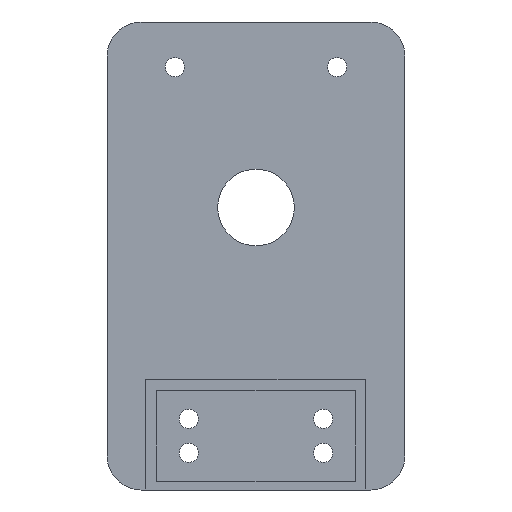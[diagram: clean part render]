
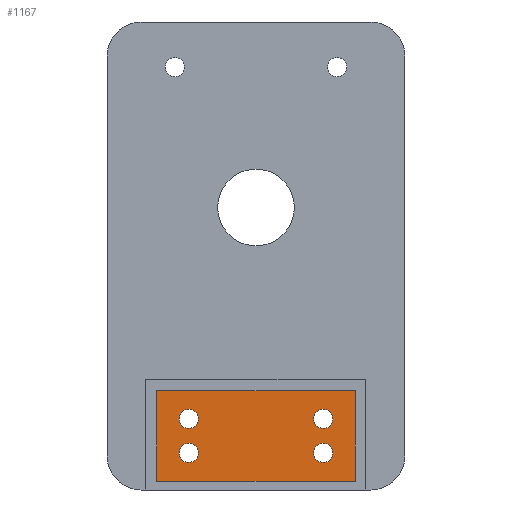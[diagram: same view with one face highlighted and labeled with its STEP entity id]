
A CAD part, front view. The second image highlights one B-rep face of the part: STEP entity #1167.
In plain terms, the highlighted planar face has unit normal (0, -1, 0).
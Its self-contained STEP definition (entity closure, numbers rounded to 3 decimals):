
#5 = DIRECTION ( 'NONE',  ( 0., 1., 0. ) ) ;
#14 = CARTESIAN_POINT ( 'NONE',  ( -23.313, 164.175, -64.313 ) ) ;
#16 = CARTESIAN_POINT ( 'NONE',  ( 15.813, 164.175, -59.95 ) ) ;
#33 = CARTESIAN_POINT ( 'NONE',  ( 15.813, 164.175, -49.7 ) ) ;
#42 = CIRCLE ( 'NONE', #1124, 2.25 ) ;
#64 = ORIENTED_EDGE ( 'NONE', *, *, #117, .T. ) ;
#117 = EDGE_CURVE ( 'NONE', #1170, #449, #1524, .T. ) ;
#118 = DIRECTION ( 'NONE',  ( 0., 1., 0. ) ) ;
#132 = EDGE_LOOP ( 'NONE', ( #162, #64 ) ) ;
#150 = DIRECTION ( 'NONE',  ( 0., 1., 0. ) ) ;
#152 = DIRECTION ( 'NONE',  ( 0., 0., 1. ) ) ;
#162 = ORIENTED_EDGE ( 'NONE', *, *, #711, .T. ) ;
#186 = CARTESIAN_POINT ( 'NONE',  ( 23.313, 164.175, -43.087 ) ) ;
#191 = DIRECTION ( 'NONE',  ( 1., 0., 0. ) ) ;
#203 = VERTEX_POINT ( 'NONE', #1397 ) ;
#233 = VERTEX_POINT ( 'NONE', #1606 ) ;
#261 = CIRCLE ( 'NONE', #1132, 2.25 ) ;
#294 = FACE_BOUND ( 'NONE', #817, .T. ) ;
#328 = ORIENTED_EDGE ( 'NONE', *, *, #1722, .T. ) ;
#349 = CIRCLE ( 'NONE', #1439, 2.25 ) ;
#359 = CARTESIAN_POINT ( 'NONE',  ( 23.313, 164.175, 0. ) ) ;
#363 = DIRECTION ( 'NONE',  ( 0., 0., 1. ) ) ;
#369 = ORIENTED_EDGE ( 'NONE', *, *, #1781, .F. ) ;
#406 = EDGE_CURVE ( 'NONE', #793, #583, #560, .T. ) ;
#422 = FACE_BOUND ( 'NONE', #702, .T. ) ;
#440 = AXIS2_PLACEMENT_3D ( 'NONE', #778, #496, #1650 ) ;
#442 = VECTOR ( 'NONE', #1381, 1000. ) ;
#444 = DIRECTION ( 'NONE',  ( 0., 0., 1. ) ) ;
#449 = VERTEX_POINT ( 'NONE', #1232 ) ;
#451 = FACE_OUTER_BOUND ( 'NONE', #1854, .T. ) ;
#463 = EDGE_CURVE ( 'NONE', #1624, #1756, #802, .T. ) ;
#496 = DIRECTION ( 'NONE',  ( 0., 1., 0. ) ) ;
#501 = CARTESIAN_POINT ( 'NONE',  ( 0., 164.175, -64.313 ) ) ;
#507 = CARTESIAN_POINT ( 'NONE',  ( -15.813, 164.175, -47.45 ) ) ;
#511 = EDGE_CURVE ( 'NONE', #1756, #1671, #1842, .T. ) ;
#522 = DIRECTION ( 'NONE',  ( 0., 0., 1. ) ) ;
#528 = AXIS2_PLACEMENT_3D ( 'NONE', #871, #1806, #1045 ) ;
#560 = CIRCLE ( 'NONE', #528, 2.25 ) ;
#583 = VERTEX_POINT ( 'NONE', #1146 ) ;
#597 = ORIENTED_EDGE ( 'NONE', *, *, #1578, .T. ) ;
#611 = DIRECTION ( 'NONE',  ( 0., 0., 1. ) ) ;
#621 = DIRECTION ( 'NONE',  ( 0., 1., 0. ) ) ;
#682 = ORIENTED_EDGE ( 'NONE', *, *, #797, .T. ) ;
#697 = CIRCLE ( 'NONE', #440, 2.25 ) ;
#702 = EDGE_LOOP ( 'NONE', ( #1299, #328 ) ) ;
#709 = ORIENTED_EDGE ( 'NONE', *, *, #1476, .F. ) ;
#711 = EDGE_CURVE ( 'NONE', #449, #1170, #349, .T. ) ;
#741 = DIRECTION ( 'NONE',  ( 0., 0., 1. ) ) ;
#778 = CARTESIAN_POINT ( 'NONE',  ( -15.813, 164.175, -57.7 ) ) ;
#793 = VERTEX_POINT ( 'NONE', #1036 ) ;
#795 = DIRECTION ( 'NONE',  ( 1., 0., 0. ) ) ;
#797 = EDGE_CURVE ( 'NONE', #949, #1014, #42, .T. ) ;
#802 = LINE ( 'NONE', #501, #1276 ) ;
#817 = EDGE_LOOP ( 'NONE', ( #682, #1151 ) ) ;
#847 = VECTOR ( 'NONE', #795, 1000. ) ;
#871 = CARTESIAN_POINT ( 'NONE',  ( -15.813, 164.175, -57.7 ) ) ;
#885 = PLANE ( 'NONE',  #1777 ) ;
#893 = FACE_BOUND ( 'NONE', #132, .T. ) ;
#926 = CARTESIAN_POINT ( 'NONE',  ( 0., 164.175, -43.087 ) ) ;
#949 = VERTEX_POINT ( 'NONE', #1143 ) ;
#960 = LINE ( 'NONE', #1142, #1531 ) ;
#968 = DIRECTION ( 'NONE',  ( 0., 0., 1. ) ) ;
#996 = AXIS2_PLACEMENT_3D ( 'NONE', #1652, #1851, #968 ) ;
#1013 = CARTESIAN_POINT ( 'NONE',  ( -27., 164.175, 35.6 ) ) ;
#1014 = VERTEX_POINT ( 'NONE', #1868 ) ;
#1036 = CARTESIAN_POINT ( 'NONE',  ( -15.813, 164.175, -55.45 ) ) ;
#1045 = DIRECTION ( 'NONE',  ( 0., 0., 1. ) ) ;
#1091 = ORIENTED_EDGE ( 'NONE', *, *, #511, .T. ) ;
#1096 = AXIS2_PLACEMENT_3D ( 'NONE', #1262, #1688, #522 ) ;
#1124 = AXIS2_PLACEMENT_3D ( 'NONE', #1492, #1625, #152 ) ;
#1132 = AXIS2_PLACEMENT_3D ( 'NONE', #1630, #118, #1912 ) ;
#1142 = CARTESIAN_POINT ( 'NONE',  ( -23.312, 164.175, 0. ) ) ;
#1143 = CARTESIAN_POINT ( 'NONE',  ( 15.813, 164.175, -47.45 ) ) ;
#1146 = CARTESIAN_POINT ( 'NONE',  ( -15.813, 164.175, -59.95 ) ) ;
#1151 = ORIENTED_EDGE ( 'NONE', *, *, #1767, .T. ) ;
#1167 = ADVANCED_FACE ( 'NONE', ( #294, #893, #1344, #422, #451 ), #885, .F. ) ;
#1170 = VERTEX_POINT ( 'NONE', #16 ) ;
#1192 = CIRCLE ( 'NONE', #1096, 2.25 ) ;
#1232 = CARTESIAN_POINT ( 'NONE',  ( 15.813, 164.175, -55.45 ) ) ;
#1262 = CARTESIAN_POINT ( 'NONE',  ( -15.813, 164.175, -49.7 ) ) ;
#1276 = VECTOR ( 'NONE', #191, 1000. ) ;
#1282 = VERTEX_POINT ( 'NONE', #507 ) ;
#1285 = AXIS2_PLACEMENT_3D ( 'NONE', #33, #621, #611 ) ;
#1299 = ORIENTED_EDGE ( 'NONE', *, *, #406, .T. ) ;
#1326 = CARTESIAN_POINT ( 'NONE',  ( 15.813, 164.175, -57.7 ) ) ;
#1344 = FACE_BOUND ( 'NONE', #1689, .T. ) ;
#1381 = DIRECTION ( 'NONE',  ( 0., 0., 1. ) ) ;
#1397 = CARTESIAN_POINT ( 'NONE',  ( -15.813, 164.175, -51.95 ) ) ;
#1439 = AXIS2_PLACEMENT_3D ( 'NONE', #1326, #5, #444 ) ;
#1476 = EDGE_CURVE ( 'NONE', #1624, #233, #960, .T. ) ;
#1492 = CARTESIAN_POINT ( 'NONE',  ( 15.813, 164.175, -49.7 ) ) ;
#1524 = CIRCLE ( 'NONE', #996, 2.25 ) ;
#1531 = VECTOR ( 'NONE', #363, 1000. ) ;
#1535 = CARTESIAN_POINT ( 'NONE',  ( 23.313, 164.175, -64.313 ) ) ;
#1578 = EDGE_CURVE ( 'NONE', #203, #1282, #261, .T. ) ;
#1606 = CARTESIAN_POINT ( 'NONE',  ( -23.313, 164.175, -43.087 ) ) ;
#1624 = VERTEX_POINT ( 'NONE', #14 ) ;
#1625 = DIRECTION ( 'NONE',  ( 0., 1., 0. ) ) ;
#1630 = CARTESIAN_POINT ( 'NONE',  ( -15.813, 164.175, -49.7 ) ) ;
#1650 = DIRECTION ( 'NONE',  ( 0., 0., 1. ) ) ;
#1652 = CARTESIAN_POINT ( 'NONE',  ( 15.813, 164.175, -57.7 ) ) ;
#1666 = LINE ( 'NONE', #926, #847 ) ;
#1671 = VERTEX_POINT ( 'NONE', #186 ) ;
#1688 = DIRECTION ( 'NONE',  ( 0., 1., 0. ) ) ;
#1689 = EDGE_LOOP ( 'NONE', ( #1789, #597 ) ) ;
#1722 = EDGE_CURVE ( 'NONE', #583, #793, #697, .T. ) ;
#1728 = ORIENTED_EDGE ( 'NONE', *, *, #463, .T. ) ;
#1756 = VERTEX_POINT ( 'NONE', #1535 ) ;
#1767 = EDGE_CURVE ( 'NONE', #1014, #949, #1780, .T. ) ;
#1777 = AXIS2_PLACEMENT_3D ( 'NONE', #1013, #150, #741 ) ;
#1780 = CIRCLE ( 'NONE', #1285, 2.25 ) ;
#1781 = EDGE_CURVE ( 'NONE', #233, #1671, #1666, .T. ) ;
#1789 = ORIENTED_EDGE ( 'NONE', *, *, #1818, .T. ) ;
#1806 = DIRECTION ( 'NONE',  ( 0., 1., 0. ) ) ;
#1818 = EDGE_CURVE ( 'NONE', #1282, #203, #1192, .T. ) ;
#1842 = LINE ( 'NONE', #359, #442 ) ;
#1851 = DIRECTION ( 'NONE',  ( 0., 1., 0. ) ) ;
#1854 = EDGE_LOOP ( 'NONE', ( #1728, #1091, #369, #709 ) ) ;
#1868 = CARTESIAN_POINT ( 'NONE',  ( 15.813, 164.175, -51.95 ) ) ;
#1912 = DIRECTION ( 'NONE',  ( 0., 0., 1. ) ) ;
